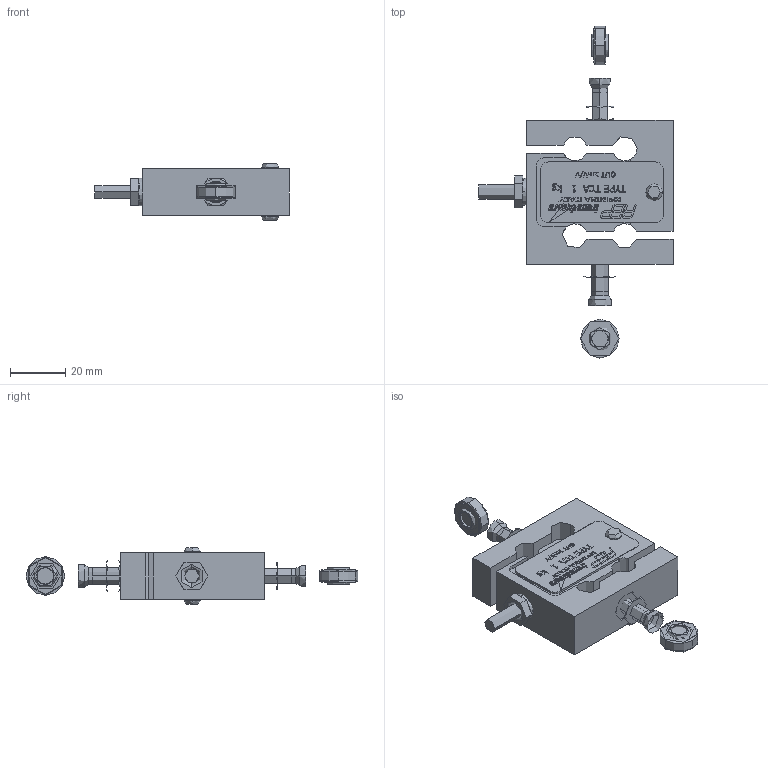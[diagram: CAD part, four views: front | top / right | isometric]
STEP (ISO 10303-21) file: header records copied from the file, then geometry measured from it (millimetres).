
FILE_DESCRIPTION(('STEP AP214'),'1');
FILE_NAME('TCA from 10kg with tension accessories.stp','2017-06-19T07:26:49',(' '),(' '),'Spatial InterOp 3D',' ',' ');
FILE_SCHEMA(('automotive_design'));
Length unit declared in the file: millimetre
Products named in the file (15): INAFAG GAR6-UK; Component1; Component2; Component3; Component4; Complessivo; Cover; Cover2; Closing exagon; Cable Ø5.2; Dado M6; TCA from 10kg with tension accessories; vite M3 L=62; Body; vite M3 L=6
Assembly tree (16 placements, depth 4):
  TCA from 10kg with tension accessories
    Complessivo
      INAFAG GAR6-UK  x2
        Component1
        Component2
        Component3
        Component4
      Cover
      Cover2
      Closing exagon
      Cable Ø5.2
      Dado M6  x2
    vite M3 L=62
    Body
    vite M3 L=6
Bounding box: 70.28 x 120.22 x 20.41 mm (x, y, z)
Volume: 41826.1 mm3
Topology: 15 solids, 85 shells, 1092 faces, 2780 edges, 1856 vertices
Faces by surface type: plane 695, extrusion 179, cylinder 122, cone 58, torus 22, sphere 16
Full cylindrical faces by diameter (mm): 21 x2, 32 x4
Entity records: 41097 total; most frequent: CARTESIAN_POINT 7853, ORIENTED_EDGE 5268, DIRECTION 4501, EDGE_CURVE 2656, VECTOR 2107, LINE 1928, VERTEX_POINT 1774, AXIS2_PLACEMENT_3D 1197
